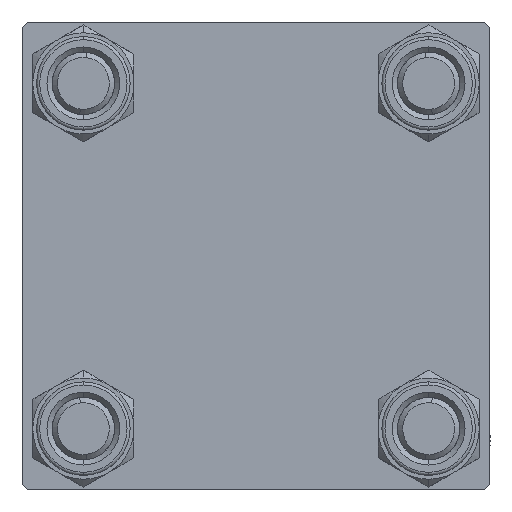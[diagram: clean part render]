
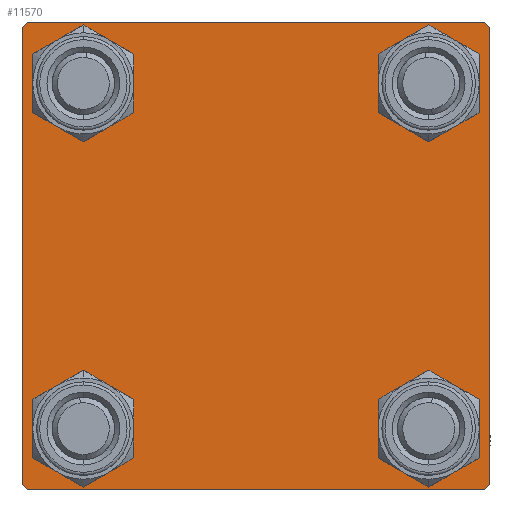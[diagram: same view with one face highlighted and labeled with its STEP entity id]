
A CAD part, left-side view. The second image highlights one B-rep face of the part: STEP entity #11570.
In plain terms, the highlighted planar face has unit normal (-1, 0, 0).
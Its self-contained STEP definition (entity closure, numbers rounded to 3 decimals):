
#156 = VERTEX_POINT ( 'NONE', #25637 ) ;
#415 = CARTESIAN_POINT ( 'NONE',  ( 0., 16.6, 16.6 ) ) ;
#750 = PLANE ( 'NONE',  #9523 ) ;
#769 = CARTESIAN_POINT ( 'NONE',  ( 0., 22., -22.5 ) ) ;
#926 = DIRECTION ( 'NONE',  ( 0., 0., 1. ) ) ;
#972 = DIRECTION ( 'NONE',  ( 0., 0., 1. ) ) ;
#1266 = CARTESIAN_POINT ( 'NONE',  ( 0., 16.6, -20.1 ) ) ;
#1315 = CIRCLE ( 'NONE', #22431, 3.5 ) ;
#1417 = AXIS2_PLACEMENT_3D ( 'NONE', #38292, #30147, #26063 ) ;
#1985 = VERTEX_POINT ( 'NONE', #25017 ) ;
#2928 = DIRECTION ( 'NONE',  ( 0., 0., -1. ) ) ;
#3325 = CARTESIAN_POINT ( 'NONE',  ( 0., 22.5, 22.5 ) ) ;
#3919 = AXIS2_PLACEMENT_3D ( 'NONE', #6259, #50031, #41903 ) ;
#4761 = DIRECTION ( 'NONE',  ( 0., -0.707, -0.707 ) ) ;
#4781 = LINE ( 'NONE', #28716, #41108 ) ;
#4809 = FACE_OUTER_BOUND ( 'NONE', #30757, .T. ) ;
#5028 = DIRECTION ( 'NONE',  ( 1., 0., 0. ) ) ;
#5462 = VERTEX_POINT ( 'NONE', #44232 ) ;
#6214 = EDGE_LOOP ( 'NONE', ( #15596, #49457 ) ) ;
#6259 = CARTESIAN_POINT ( 'NONE',  ( 0., -16.6, 16.6 ) ) ;
#6383 = LINE ( 'NONE', #3325, #15270 ) ;
#6696 = DIRECTION ( 'NONE',  ( 0., 0.707, 0.707 ) ) ;
#6729 = ORIENTED_EDGE ( 'NONE', *, *, #34159, .T. ) ;
#8313 = CARTESIAN_POINT ( 'NONE',  ( 0., 22.25, -22.25 ) ) ;
#8897 = ORIENTED_EDGE ( 'NONE', *, *, #18040, .T. ) ;
#9098 = CARTESIAN_POINT ( 'NONE',  ( 0., 16.6, -16.6 ) ) ;
#9110 = DIRECTION ( 'NONE',  ( 0., -1., 0. ) ) ;
#9273 = ORIENTED_EDGE ( 'NONE', *, *, #43024, .T. ) ;
#9370 = DIRECTION ( 'NONE',  ( 0., 0., 1. ) ) ;
#9523 = AXIS2_PLACEMENT_3D ( 'NONE', #35881, #28231, #16507 ) ;
#10001 = LINE ( 'NONE', #49218, #49474 ) ;
#10448 = CARTESIAN_POINT ( 'NONE',  ( 0., 16.6, -13.1 ) ) ;
#11398 = VERTEX_POINT ( 'NONE', #49919 ) ;
#11426 = VERTEX_POINT ( 'NONE', #37980 ) ;
#11570 = ADVANCED_FACE ( 'NONE', ( #32051, #39954, #39697, #27963, #4809 ), #750, .T. ) ;
#12404 = DIRECTION ( 'NONE',  ( 0., -1., 0. ) ) ;
#12440 = DIRECTION ( 'NONE',  ( 1., 0., 0. ) ) ;
#12991 = VECTOR ( 'NONE', #2928, 1000. ) ;
#13154 = EDGE_CURVE ( 'NONE', #47081, #11398, #26621, .T. ) ;
#13930 = EDGE_CURVE ( 'NONE', #33531, #44793, #48211, .T. ) ;
#14129 = CARTESIAN_POINT ( 'NONE',  ( 0., -22.5, 22.5 ) ) ;
#14276 = DIRECTION ( 'NONE',  ( 0., 0., -1. ) ) ;
#14402 = CIRCLE ( 'NONE', #17610, 3.5 ) ;
#14566 = EDGE_LOOP ( 'NONE', ( #42887, #9273 ) ) ;
#14911 = LINE ( 'NONE', #46696, #30008 ) ;
#15270 = VECTOR ( 'NONE', #14276, 1000. ) ;
#15596 = ORIENTED_EDGE ( 'NONE', *, *, #43317, .T. ) ;
#15603 = EDGE_CURVE ( 'NONE', #5462, #41738, #48647, .T. ) ;
#16011 = ORIENTED_EDGE ( 'NONE', *, *, #35307, .T. ) ;
#16370 = CARTESIAN_POINT ( 'NONE',  ( 0., -22.25, -22.25 ) ) ;
#16507 = DIRECTION ( 'NONE',  ( 0., 0., 1. ) ) ;
#16587 = ORIENTED_EDGE ( 'NONE', *, *, #13154, .T. ) ;
#16740 = LINE ( 'NONE', #20818, #26634 ) ;
#17059 = VERTEX_POINT ( 'NONE', #10448 ) ;
#17610 = AXIS2_PLACEMENT_3D ( 'NONE', #40465, #12440, #23899 ) ;
#18040 = EDGE_CURVE ( 'NONE', #156, #23162, #6383, .T. ) ;
#18804 = ORIENTED_EDGE ( 'NONE', *, *, #39074, .T. ) ;
#18946 = CARTESIAN_POINT ( 'NONE',  ( 0., 16.6, 13.1 ) ) ;
#19354 = VERTEX_POINT ( 'NONE', #30453 ) ;
#19396 = EDGE_CURVE ( 'NONE', #46712, #156, #14911, .T. ) ;
#19401 = CIRCLE ( 'NONE', #29190, 3.5 ) ;
#19989 = CARTESIAN_POINT ( 'NONE',  ( 0., -16.6, 16.6 ) ) ;
#20312 = CARTESIAN_POINT ( 'NONE',  ( 0., 16.6, -16.6 ) ) ;
#20818 = CARTESIAN_POINT ( 'NONE',  ( 0., 22.5, 22.5 ) ) ;
#21058 = CIRCLE ( 'NONE', #21869, 3.5 ) ;
#21869 = AXIS2_PLACEMENT_3D ( 'NONE', #19989, #28411, #926 ) ;
#22431 = AXIS2_PLACEMENT_3D ( 'NONE', #415, #43168, #42681 ) ;
#23162 = VERTEX_POINT ( 'NONE', #39857 ) ;
#23266 = CARTESIAN_POINT ( 'NONE',  ( 0., -16.6, 20.1 ) ) ;
#23899 = DIRECTION ( 'NONE',  ( 0., 0., 1. ) ) ;
#24290 = EDGE_LOOP ( 'NONE', ( #6729, #18804 ) ) ;
#25017 = CARTESIAN_POINT ( 'NONE',  ( 0., -16.6, -13.1 ) ) ;
#25637 = CARTESIAN_POINT ( 'NONE',  ( 0., 22.5, 22. ) ) ;
#26063 = DIRECTION ( 'NONE',  ( 0., 0., 1. ) ) ;
#26621 = CIRCLE ( 'NONE', #30699, 3.5 ) ;
#26634 = VECTOR ( 'NONE', #9110, 1000. ) ;
#27963 = FACE_BOUND ( 'NONE', #39209, .T. ) ;
#28231 = DIRECTION ( 'NONE',  ( -1., 0., 0. ) ) ;
#28411 = DIRECTION ( 'NONE',  ( 1., 0., 0. ) ) ;
#28653 = ORIENTED_EDGE ( 'NONE', *, *, #32209, .T. ) ;
#28716 = CARTESIAN_POINT ( 'NONE',  ( 0., 22.5, -22.5 ) ) ;
#29190 = AXIS2_PLACEMENT_3D ( 'NONE', #20312, #36369, #9370 ) ;
#29883 = CARTESIAN_POINT ( 'NONE',  ( 0., -22.5, -22. ) ) ;
#29906 = ORIENTED_EDGE ( 'NONE', *, *, #19396, .T. ) ;
#30008 = VECTOR ( 'NONE', #38826, 1000. ) ;
#30147 = DIRECTION ( 'NONE',  ( 1., 0., 0. ) ) ;
#30168 = CARTESIAN_POINT ( 'NONE',  ( 0., -16.6, -20.1 ) ) ;
#30453 = CARTESIAN_POINT ( 'NONE',  ( 0., -22., 22.5 ) ) ;
#30699 = AXIS2_PLACEMENT_3D ( 'NONE', #38328, #30918, #38563 ) ;
#30757 = EDGE_LOOP ( 'NONE', ( #8897, #16011, #46650, #35653, #36845, #33166, #38469, #29906 ) ) ;
#30918 = DIRECTION ( 'NONE',  ( 1., 0., 0. ) ) ;
#31034 = VERTEX_POINT ( 'NONE', #30168 ) ;
#31348 = EDGE_CURVE ( 'NONE', #48937, #33531, #4781, .T. ) ;
#32051 = FACE_BOUND ( 'NONE', #6214, .T. ) ;
#32209 = EDGE_CURVE ( 'NONE', #11398, #47081, #1315, .T. ) ;
#32436 = DIRECTION ( 'NONE',  ( 0., -0.707, 0.707 ) ) ;
#33166 = ORIENTED_EDGE ( 'NONE', *, *, #40912, .T. ) ;
#33531 = VERTEX_POINT ( 'NONE', #45671 ) ;
#33737 = LINE ( 'NONE', #14129, #12991 ) ;
#34159 = EDGE_CURVE ( 'NONE', #1985, #31034, #14402, .T. ) ;
#34227 = VERTEX_POINT ( 'NONE', #1266 ) ;
#35307 = EDGE_CURVE ( 'NONE', #23162, #48937, #35571, .T. ) ;
#35557 = AXIS2_PLACEMENT_3D ( 'NONE', #9098, #5028, #972 ) ;
#35571 = LINE ( 'NONE', #8313, #48556 ) ;
#35653 = ORIENTED_EDGE ( 'NONE', *, *, #13930, .T. ) ;
#35881 = CARTESIAN_POINT ( 'NONE',  ( 0., 0., 0. ) ) ;
#36369 = DIRECTION ( 'NONE',  ( 1., 0., 0. ) ) ;
#36845 = ORIENTED_EDGE ( 'NONE', *, *, #45361, .F. ) ;
#37980 = CARTESIAN_POINT ( 'NONE',  ( 0., -22.5, 22. ) ) ;
#38292 = CARTESIAN_POINT ( 'NONE',  ( 0., -16.6, -16.6 ) ) ;
#38328 = CARTESIAN_POINT ( 'NONE',  ( 0., 16.6, 16.6 ) ) ;
#38469 = ORIENTED_EDGE ( 'NONE', *, *, #40396, .F. ) ;
#38563 = DIRECTION ( 'NONE',  ( 0., 0., 1. ) ) ;
#38826 = DIRECTION ( 'NONE',  ( 0., 0.707, -0.707 ) ) ;
#39074 = EDGE_CURVE ( 'NONE', #31034, #1985, #42856, .T. ) ;
#39209 = EDGE_LOOP ( 'NONE', ( #28653, #16587 ) ) ;
#39222 = CARTESIAN_POINT ( 'NONE',  ( 0., 22., 22.5 ) ) ;
#39697 = FACE_BOUND ( 'NONE', #14566, .T. ) ;
#39808 = EDGE_CURVE ( 'NONE', #17059, #34227, #40448, .T. ) ;
#39857 = CARTESIAN_POINT ( 'NONE',  ( 0., 22.5, -22. ) ) ;
#39954 = FACE_BOUND ( 'NONE', #24290, .T. ) ;
#40396 = EDGE_CURVE ( 'NONE', #46712, #19354, #16740, .T. ) ;
#40448 = CIRCLE ( 'NONE', #35557, 3.5 ) ;
#40465 = CARTESIAN_POINT ( 'NONE',  ( 0., -16.6, -16.6 ) ) ;
#40912 = EDGE_CURVE ( 'NONE', #11426, #19354, #10001, .T. ) ;
#41108 = VECTOR ( 'NONE', #12404, 1000. ) ;
#41738 = VERTEX_POINT ( 'NONE', #23266 ) ;
#41903 = DIRECTION ( 'NONE',  ( 0., 0., 1. ) ) ;
#42681 = DIRECTION ( 'NONE',  ( 0., 0., 1. ) ) ;
#42856 = CIRCLE ( 'NONE', #1417, 3.5 ) ;
#42887 = ORIENTED_EDGE ( 'NONE', *, *, #39808, .T. ) ;
#43024 = EDGE_CURVE ( 'NONE', #34227, #17059, #19401, .T. ) ;
#43168 = DIRECTION ( 'NONE',  ( 1., 0., 0. ) ) ;
#43317 = EDGE_CURVE ( 'NONE', #41738, #5462, #21058, .T. ) ;
#44232 = CARTESIAN_POINT ( 'NONE',  ( 0., -16.6, 13.1 ) ) ;
#44793 = VERTEX_POINT ( 'NONE', #29883 ) ;
#45361 = EDGE_CURVE ( 'NONE', #11426, #44793, #33737, .T. ) ;
#45372 = VECTOR ( 'NONE', #32436, 1000. ) ;
#45671 = CARTESIAN_POINT ( 'NONE',  ( 0., -22., -22.5 ) ) ;
#46650 = ORIENTED_EDGE ( 'NONE', *, *, #31348, .T. ) ;
#46696 = CARTESIAN_POINT ( 'NONE',  ( 0., 22.25, 22.25 ) ) ;
#46712 = VERTEX_POINT ( 'NONE', #39222 ) ;
#47081 = VERTEX_POINT ( 'NONE', #18946 ) ;
#48211 = LINE ( 'NONE', #16370, #45372 ) ;
#48556 = VECTOR ( 'NONE', #4761, 1000. ) ;
#48647 = CIRCLE ( 'NONE', #3919, 3.5 ) ;
#48937 = VERTEX_POINT ( 'NONE', #769 ) ;
#49218 = CARTESIAN_POINT ( 'NONE',  ( 0., -22.25, 22.25 ) ) ;
#49457 = ORIENTED_EDGE ( 'NONE', *, *, #15603, .T. ) ;
#49474 = VECTOR ( 'NONE', #6696, 1000. ) ;
#49919 = CARTESIAN_POINT ( 'NONE',  ( 0., 16.6, 20.1 ) ) ;
#50031 = DIRECTION ( 'NONE',  ( 1., 0., 0. ) ) ;
